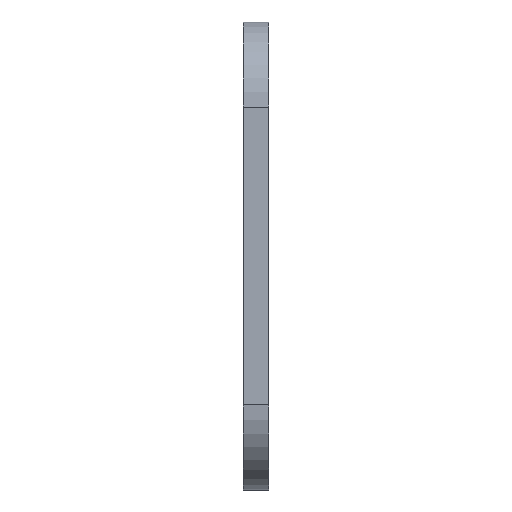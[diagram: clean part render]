
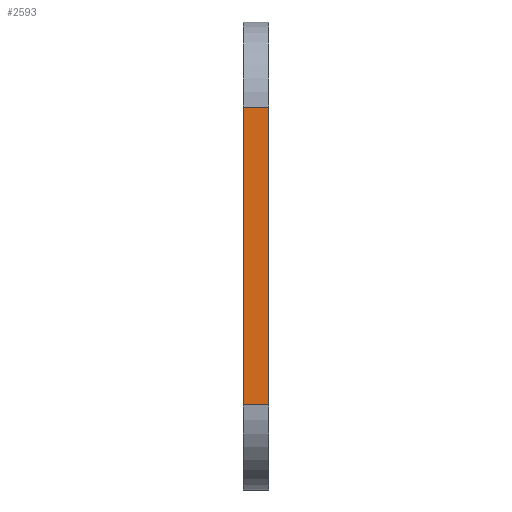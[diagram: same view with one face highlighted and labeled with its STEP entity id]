
A CAD part, left-side view. The second image highlights one B-rep face of the part: STEP entity #2593.
In plain terms, the highlighted planar face has unit normal (-1, 0, 0).
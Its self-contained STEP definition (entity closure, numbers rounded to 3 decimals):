
#17 = ORIENTED_EDGE ( 'NONE', *, *, #3410, .F. ) ;
#149 = VECTOR ( 'NONE', #2727, 1000. ) ;
#191 = CARTESIAN_POINT ( 'NONE',  ( -27.5, 3., 27.5 ) ) ;
#350 = DIRECTION ( 'NONE',  ( 0., -1., 0. ) ) ;
#351 = LINE ( 'NONE', #2458, #149 ) ;
#593 = CARTESIAN_POINT ( 'NONE',  ( -27.5, 3., 17.5 ) ) ;
#727 = DIRECTION ( 'NONE',  ( -1., 0., 0. ) ) ;
#779 = DIRECTION ( 'NONE',  ( 0., 0., -1. ) ) ;
#806 = VECTOR ( 'NONE', #779, 1000. ) ;
#879 = LINE ( 'NONE', #1411, #1367 ) ;
#888 = CARTESIAN_POINT ( 'NONE',  ( -27.5, 0., -17.5 ) ) ;
#1082 = AXIS2_PLACEMENT_3D ( 'NONE', #191, #727, #2831 ) ;
#1141 = EDGE_LOOP ( 'NONE', ( #17, #2932, #2948, #3076 ) ) ;
#1169 = EDGE_CURVE ( 'NONE', #1270, #1954, #1663, .T. ) ;
#1236 = VERTEX_POINT ( 'NONE', #593 ) ;
#1270 = VERTEX_POINT ( 'NONE', #2400 ) ;
#1367 = VECTOR ( 'NONE', #1965, 1000. ) ;
#1411 = CARTESIAN_POINT ( 'NONE',  ( -27.5, 0., 27.5 ) ) ;
#1663 = LINE ( 'NONE', #888, #2211 ) ;
#1782 = FACE_OUTER_BOUND ( 'NONE', #1141, .T. ) ;
#1788 = LINE ( 'NONE', #3129, #806 ) ;
#1954 = VERTEX_POINT ( 'NONE', #2209 ) ;
#1965 = DIRECTION ( 'NONE',  ( 0., 0., -1. ) ) ;
#2209 = CARTESIAN_POINT ( 'NONE',  ( -27.5, 0., -17.5 ) ) ;
#2211 = VECTOR ( 'NONE', #350, 1000. ) ;
#2238 = EDGE_CURVE ( 'NONE', #1236, #1270, #1788, .T. ) ;
#2395 = EDGE_CURVE ( 'NONE', #2763, #1236, #351, .T. ) ;
#2400 = CARTESIAN_POINT ( 'NONE',  ( -27.5, 3., -17.5 ) ) ;
#2458 = CARTESIAN_POINT ( 'NONE',  ( -27.5, 3., 17.5 ) ) ;
#2593 = ADVANCED_FACE ( 'NONE', ( #1782 ), #3092, .T. ) ;
#2727 = DIRECTION ( 'NONE',  ( 0., 1., 0. ) ) ;
#2763 = VERTEX_POINT ( 'NONE', #3075 ) ;
#2831 = DIRECTION ( 'NONE',  ( 0., 0., 1. ) ) ;
#2932 = ORIENTED_EDGE ( 'NONE', *, *, #2395, .T. ) ;
#2948 = ORIENTED_EDGE ( 'NONE', *, *, #2238, .T. ) ;
#3075 = CARTESIAN_POINT ( 'NONE',  ( -27.5, 0., 17.5 ) ) ;
#3076 = ORIENTED_EDGE ( 'NONE', *, *, #1169, .T. ) ;
#3092 = PLANE ( 'NONE',  #1082 ) ;
#3129 = CARTESIAN_POINT ( 'NONE',  ( -27.5, 3., 27.5 ) ) ;
#3410 = EDGE_CURVE ( 'NONE', #2763, #1954, #879, .T. ) ;
